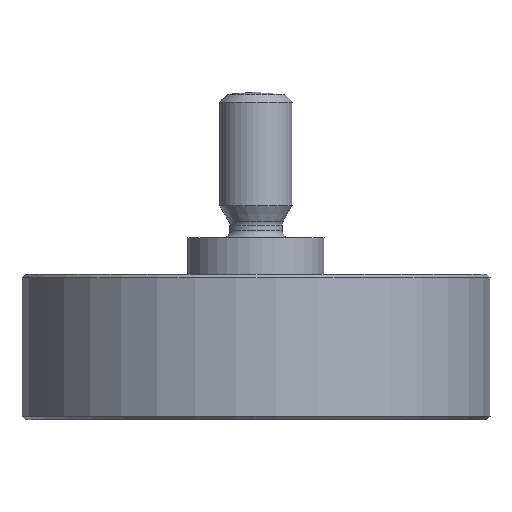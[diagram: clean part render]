
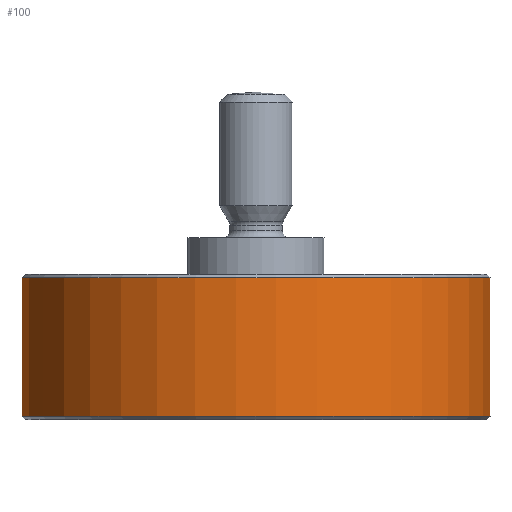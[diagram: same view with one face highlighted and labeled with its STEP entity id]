
A CAD part, front view. The second image highlights one B-rep face of the part: STEP entity #100.
In plain terms, the highlighted cylindrical face has radius 12.9 mm (diameter 25.8 mm), a full revolution.
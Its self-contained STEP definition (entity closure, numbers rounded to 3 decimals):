
#100 = ADVANCED_FACE( '', ( #258, #259, #260 ), #261, .T. );
#258 = FACE_OUTER_BOUND( '', #526, .T. );
#259 = FACE_OUTER_BOUND( '', #527, .T. );
#260 = FACE_BOUND( '', #528, .T. );
#261 = CYLINDRICAL_SURFACE( '', #529, 12.9 );
#526 = EDGE_LOOP( '', ( #802 ) );
#527 = EDGE_LOOP( '', ( #803 ) );
#528 = EDGE_LOOP( '', ( #804 ) );
#529 = AXIS2_PLACEMENT_3D( '', #805, #806, #807 );
#802 = ORIENTED_EDGE( '', *, *, #1220, .T. );
#803 = ORIENTED_EDGE( '', *, *, #1221, .T. );
#804 = ORIENTED_EDGE( '', *, *, #1222, .F. );
#805 = CARTESIAN_POINT( '', ( 0., 0., 13.5 ) );
#806 = DIRECTION( '', ( 0., 0., -1. ) );
#807 = DIRECTION( '', ( 0.707, -0.707, 0. ) );
#1220 = EDGE_CURVE( '', #1392, #1392, #1393, .F. );
#1221 = EDGE_CURVE( '', #1394, #1394, #1395, .F. );
#1222 = EDGE_CURVE( '', #1396, #1396, #1397, .T. );
#1392 = VERTEX_POINT( '', #1616 );
#1393 = CIRCLE( '', #1617, 12.9 );
#1394 = VERTEX_POINT( '', #1618 );
#1395 = CIRCLE( '', #1619, 12.9 );
#1396 = VERTEX_POINT( '', #1620 );
#1397 = B_SPLINE_CURVE_WITH_KNOTS( '', 3, ( #1621, #1622, #1623, #1624, #1625, #1626, #1627, #1628, #1629, #1630, #1631, #1632, #1633, #1634, #1635, #1636, #1637, #1638, #1639, #1640, #1641, #1642, #1643, #1644, #1645, #1646, #1647, #1648, #1649, #1650, #1651, #1652, #1653, #1654, #1655, #1656, #1657, #1658, #1659, #1660, #1661, #1662, #1663, #1664, #1665, #1666, #1667, #1668, #1669, #1670, #1671, #1672, #1673, #1674, #1675, #1676, #1677, #1678 ), .UNSPECIFIED., .T., .F., ( 2, 2, 2, 2, 2, 2, 2, 2, 2, 2, 2, 2, 2, 2, 2, 2, 2, 2, 2, 2, 2, 2, 2, 2, 2, 2, 2, 2, 2, 2, 2 ), ( 0., 0., 0., 0.001, 0.001, 0.002, 0.002, 0.003, 0.004, 0.004, 0.005, 0.005, 0.005, 0.006, 0.006, 0.007, 0.007, 0.008, 0.008, 0.009, 0.009, 0.01, 0.01, 0.01, 0.011, 0.011, 0.012, 0.012, 0.013, 0.013, 0.014 ), .UNSPECIFIED. );
#1616 = CARTESIAN_POINT( '', ( -9.122, 9.122, 0.2 ) );
#1617 = AXIS2_PLACEMENT_3D( '', #1907, #1908, #1909 );
#1618 = CARTESIAN_POINT( '', ( 9.122, -9.122, 7.8 ) );
#1619 = AXIS2_PLACEMENT_3D( '', #1910, #1911, #1912 );
#1620 = CARTESIAN_POINT( '', ( 0., 12.9, 6.125 ) );
#1621 = CARTESIAN_POINT( '', ( -0.141, 12.9, 6.125 ) );
#1622 = CARTESIAN_POINT( '', ( 0.141, 12.9, 6.125 ) );
#1623 = CARTESIAN_POINT( '', ( 0.279, 12.898, 6.111 ) );
#1624 = CARTESIAN_POINT( '', ( 0.551, 12.889, 6.057 ) );
#1625 = CARTESIAN_POINT( '', ( 0.686, 12.882, 6.016 ) );
#1626 = CARTESIAN_POINT( '', ( 0.943, 12.866, 5.909 ) );
#1627 = CARTESIAN_POINT( '', ( 1.065, 12.856, 5.844 ) );
#1628 = CARTESIAN_POINT( '', ( 1.296, 12.835, 5.69 ) );
#1629 = CARTESIAN_POINT( '', ( 1.405, 12.824, 5.6 ) );
#1630 = CARTESIAN_POINT( '', ( 1.698, 12.789, 5.307 ) );
#1631 = CARTESIAN_POINT( '', ( 1.857, 12.766, 5.07 ) );
#1632 = CARTESIAN_POINT( '', ( 2.069, 12.733, 4.559 ) );
#1633 = CARTESIAN_POINT( '', ( 2.125, 12.724, 4.279 ) );
#1634 = CARTESIAN_POINT( '', ( 2.125, 12.724, 3.862 ) );
#1635 = CARTESIAN_POINT( '', ( 2.111, 12.726, 3.721 ) );
#1636 = CARTESIAN_POINT( '', ( 2.057, 12.735, 3.449 ) );
#1637 = CARTESIAN_POINT( '', ( 2.017, 12.741, 3.316 ) );
#1638 = CARTESIAN_POINT( '', ( 1.91, 12.758, 3.058 ) );
#1639 = CARTESIAN_POINT( '', ( 1.844, 12.768, 2.934 ) );
#1640 = CARTESIAN_POINT( '', ( 1.69, 12.789, 2.704 ) );
#1641 = CARTESIAN_POINT( '', ( 1.602, 12.801, 2.597 ) );
#1642 = CARTESIAN_POINT( '', ( 1.404, 12.824, 2.399 ) );
#1643 = CARTESIAN_POINT( '', ( 1.297, 12.835, 2.311 ) );
#1644 = CARTESIAN_POINT( '', ( 1.067, 12.856, 2.157 ) );
#1645 = CARTESIAN_POINT( '', ( 0.943, 12.866, 2.091 ) );
#1646 = CARTESIAN_POINT( '', ( 0.686, 12.882, 1.984 ) );
#1647 = CARTESIAN_POINT( '', ( 0.553, 12.889, 1.944 ) );
#1648 = CARTESIAN_POINT( '', ( 0.281, 12.898, 1.889 ) );
#1649 = CARTESIAN_POINT( '', ( 0.14, 12.9, 1.875 ) );
#1650 = CARTESIAN_POINT( '', ( -0.277, 12.9, 1.875 ) );
#1651 = CARTESIAN_POINT( '', ( -0.557, 12.891, 1.931 ) );
#1652 = CARTESIAN_POINT( '', ( -0.941, 12.866, 2.089 ) );
#1653 = CARTESIAN_POINT( '', ( -1.065, 12.857, 2.156 ) );
#1654 = CARTESIAN_POINT( '', ( -1.296, 12.835, 2.31 ) );
#1655 = CARTESIAN_POINT( '', ( -1.403, 12.824, 2.398 ) );
#1656 = CARTESIAN_POINT( '', ( -1.599, 12.801, 2.594 ) );
#1657 = CARTESIAN_POINT( '', ( -1.689, 12.789, 2.703 ) );
#1658 = CARTESIAN_POINT( '', ( -1.843, 12.768, 2.933 ) );
#1659 = CARTESIAN_POINT( '', ( -1.909, 12.758, 3.055 ) );
#1660 = CARTESIAN_POINT( '', ( -2.016, 12.742, 3.313 ) );
#1661 = CARTESIAN_POINT( '', ( -2.057, 12.735, 3.447 ) );
#1662 = CARTESIAN_POINT( '', ( -2.111, 12.726, 3.719 ) );
#1663 = CARTESIAN_POINT( '', ( -2.125, 12.724, 3.858 ) );
#1664 = CARTESIAN_POINT( '', ( -2.125, 12.724, 4.139 ) );
#1665 = CARTESIAN_POINT( '', ( -2.111, 12.726, 4.277 ) );
#1666 = CARTESIAN_POINT( '', ( -2.058, 12.735, 4.549 ) );
#1667 = CARTESIAN_POINT( '', ( -2.017, 12.742, 4.684 ) );
#1668 = CARTESIAN_POINT( '', ( -1.91, 12.758, 4.941 ) );
#1669 = CARTESIAN_POINT( '', ( -1.845, 12.768, 5.063 ) );
#1670 = CARTESIAN_POINT( '', ( -1.691, 12.789, 5.295 ) );
#1671 = CARTESIAN_POINT( '', ( -1.601, 12.801, 5.404 ) );
#1672 = CARTESIAN_POINT( '', ( -1.308, 12.835, 5.697 ) );
#1673 = CARTESIAN_POINT( '', ( -1.072, 12.858, 5.856 ) );
#1674 = CARTESIAN_POINT( '', ( -0.688, 12.882, 6.015 ) );
#1675 = CARTESIAN_POINT( '', ( -0.554, 12.889, 6.056 ) );
#1676 = CARTESIAN_POINT( '', ( -0.28, 12.898, 6.111 ) );
#1677 = CARTESIAN_POINT( '', ( -0.141, 12.9, 6.125 ) );
#1678 = CARTESIAN_POINT( '', ( 0.141, 12.9, 6.125 ) );
#1907 = CARTESIAN_POINT( '', ( 0., 0., 0.2 ) );
#1908 = DIRECTION( '', ( 0., 0., -1. ) );
#1909 = DIRECTION( '', ( -0.707, 0.707, 0. ) );
#1910 = CARTESIAN_POINT( '', ( 0., 0., 7.8 ) );
#1911 = DIRECTION( '', ( 0., 0., 1. ) );
#1912 = DIRECTION( '', ( 0.707, -0.707, 0. ) );
